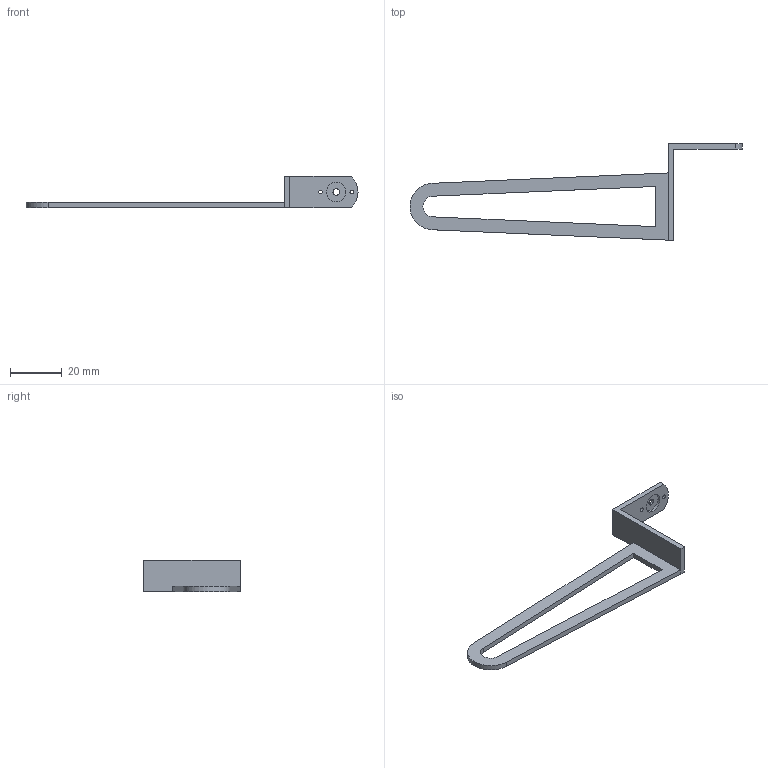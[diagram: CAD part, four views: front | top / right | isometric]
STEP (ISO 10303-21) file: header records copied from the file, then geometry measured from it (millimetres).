
FILE_DESCRIPTION(/* description */ (''),/* implementation_level */ '2;1');
FILE_NAME(/* name */ 'd7d28cbe-efa8-4c22-9534-7c4e7f9e6368.stp',/* time_stamp */ '2015-10-06T16:46:43-05:00',/* author */ (''),/* organization */ (''),/* preprocessor_version */ 'ST-DEVELOPER v16.1',/* originating_system */ 'Autodesk Translation Framework v4.1.0.1560',/* authorisation */ '');
FILE_SCHEMA (('AUTOMOTIVE_DESIGN { 1 0 10303 214 3 1 1 }'));
Length unit declared in the file: centimetre
Products named in the file (1): moving-mouth-10cm
Bounding box: 128.43 x 37.23 x 12 mm (x, y, z)
Volume: 3636.7 mm3; surface area: 4791 mm2
Topology: 1 solids, 1 shells, 21 faces, 53 edges, 35 vertices
Faces by surface type: plane 14, cylinder 7
Full cylindrical faces by diameter (mm): 1.5 x2, 2.5 x1, 7.5 x1
Entity records: 653 total; most frequent: DIRECTION 107, CARTESIAN_POINT 106, ORIENTED_EDGE 98, EDGE_CURVE 49, AXIS2_PLACEMENT_3D 36, LINE 35, VECTOR 35, VERTEX_POINT 35
